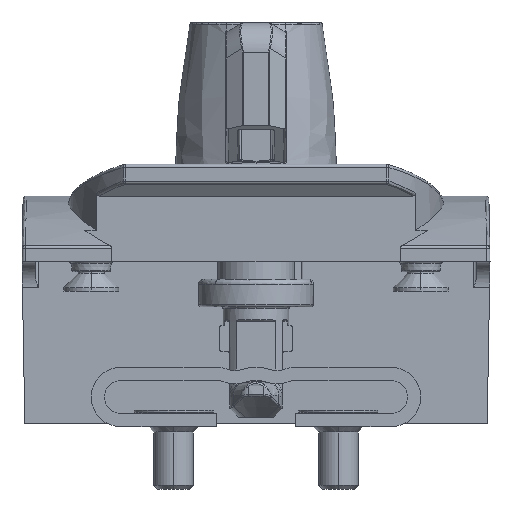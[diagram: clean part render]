
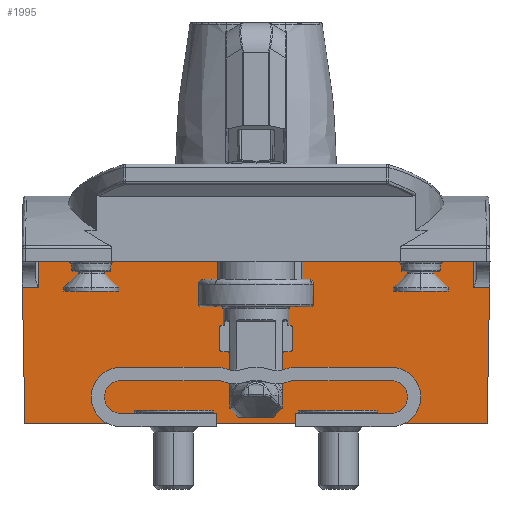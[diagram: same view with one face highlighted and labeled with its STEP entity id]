
A CAD part, left-side view. The second image highlights one B-rep face of the part: STEP entity #1995.
In plain terms, the highlighted planar face has unit normal (-1, 0, 0).
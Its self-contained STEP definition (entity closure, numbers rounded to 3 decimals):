
#1995=ADVANCED_FACE('',(#4203),#4204,.T.);
#4203=FACE_OUTER_BOUND('',#11568,.T.);
#4204=PLANE('',#11569);
#11568=EDGE_LOOP('',(#18376,#18377,#18378,#18379,#18380,#18381,#18382,#18383,#18384,#18385,#18386,#18387,#18388,#18389));
#11569=AXIS2_PLACEMENT_3D('',#18390,#18391,#18392);
#18376=ORIENTED_EDGE('',*,*,#23146,.T.);
#18377=ORIENTED_EDGE('',*,*,#23147,.T.);
#18378=ORIENTED_EDGE('',*,*,#23148,.T.);
#18379=ORIENTED_EDGE('',*,*,#23149,.T.);
#18380=ORIENTED_EDGE('',*,*,#23150,.T.);
#18381=ORIENTED_EDGE('',*,*,#23151,.F.);
#18382=ORIENTED_EDGE('',*,*,#23152,.T.);
#18383=ORIENTED_EDGE('',*,*,#23153,.F.);
#18384=ORIENTED_EDGE('',*,*,#23154,.T.);
#18385=ORIENTED_EDGE('',*,*,#23155,.T.);
#18386=ORIENTED_EDGE('',*,*,#23156,.T.);
#18387=ORIENTED_EDGE('',*,*,#23157,.T.);
#18388=ORIENTED_EDGE('',*,*,#23158,.T.);
#18389=ORIENTED_EDGE('',*,*,#23159,.F.);
#18390=CARTESIAN_POINT('',(42.5,35.5,10.0));
#18391=DIRECTION('',(-1.0,0.0,0.0));
#18392=DIRECTION('',(0.0,0.0,-1.0));
#23146=EDGE_CURVE('',#26820,#26821,#26822,.T.);
#23147=EDGE_CURVE('',#26821,#26823,#26824,.T.);
#23148=EDGE_CURVE('',#26823,#26825,#26826,.T.);
#23149=EDGE_CURVE('',#26825,#26827,#26828,.T.);
#23150=EDGE_CURVE('',#26827,#26829,#26830,.T.);
#23151=EDGE_CURVE('',#26831,#26829,#26832,.T.);
#23152=EDGE_CURVE('',#26831,#26833,#26834,.T.);
#23153=EDGE_CURVE('',#26835,#26833,#26836,.T.);
#23154=EDGE_CURVE('',#26835,#26837,#26838,.T.);
#23155=EDGE_CURVE('',#26837,#26839,#26840,.T.);
#23156=EDGE_CURVE('',#26839,#26841,#26842,.T.);
#23157=EDGE_CURVE('',#26841,#26843,#26844,.T.);
#23158=EDGE_CURVE('',#26843,#26845,#26846,.T.);
#23159=EDGE_CURVE('',#26820,#26845,#26847,.T.);
#26820=VERTEX_POINT('',#39640);
#26821=VERTEX_POINT('',#39641);
#26822=LINE('',#39642,#39643);
#26823=VERTEX_POINT('',#39644);
#26824=LINE('',#39645,#39646);
#26825=VERTEX_POINT('',#39647);
#26826=LINE('',#39648,#39649);
#26827=VERTEX_POINT('',#39650);
#26828=LINE('',#39651,#39652);
#26829=VERTEX_POINT('',#39653);
#26830=LINE('',#39654,#39655);
#26831=VERTEX_POINT('',#39656);
#26832=LINE('',#39657,#39658);
#26833=VERTEX_POINT('',#39659);
#26834=LINE('',#39660,#39661);
#26835=VERTEX_POINT('',#39662);
#26836=LINE('',#39663,#39664);
#26837=VERTEX_POINT('',#39665);
#26838=LINE('',#39666,#39667);
#26839=VERTEX_POINT('',#39668);
#26840=LINE('',#39669,#39670);
#26841=VERTEX_POINT('',#39671);
#26842=LINE('',#39672,#39673);
#26843=VERTEX_POINT('',#39674);
#26844=LINE('',#39675,#39676);
#26845=VERTEX_POINT('',#39677);
#26846=LINE('',#39678,#39679);
#26847=LINE('',#39680,#39681);
#39640=CARTESIAN_POINT('',(42.5,36.25,34.5));
#39641=CARTESIAN_POINT('',(42.5,36.25,40.5));
#39642=CARTESIAN_POINT('',(42.5,36.25,10.0));
#39643=VECTOR('',#46450,1000.0);
#39644=CARTESIAN_POINT('',(42.5,68.5,40.5));
#39645=CARTESIAN_POINT('',(42.5,35.5,40.5));
#39646=VECTOR('',#46451,1000.0);
#39647=CARTESIAN_POINT('',(42.5,68.5,30.552));
#39648=CARTESIAN_POINT('',(42.5,68.5,10.0));
#39649=VECTOR('',#46452,1000.0);
#39650=CARTESIAN_POINT('',(42.5,70.931,30.552));
#39651=CARTESIAN_POINT('',(42.5,35.5,30.552));
#39652=VECTOR('',#46453,1000.0);
#39653=CARTESIAN_POINT('',(42.5,70.573,10.01));
#39654=CARTESIAN_POINT('',(42.5,70.931,30.552));
#39655=VECTOR('',#46454,1000.0);
#39656=CARTESIAN_POINT('',(42.5,70.572,10.));
#39657=CARTESIAN_POINT('',(42.5,70.572,10.));
#39658=VECTOR('',#46455,10.0);
#39659=CARTESIAN_POINT('',(42.5,0.428,10.));
#39660=CARTESIAN_POINT('',(42.5,35.5,10.0));
#39661=VECTOR('',#46456,1000.0);
#39662=CARTESIAN_POINT('',(42.5,0.427,10.01));
#39663=CARTESIAN_POINT('',(42.5,0.427,10.01));
#39664=VECTOR('',#46457,10.0);
#39665=CARTESIAN_POINT('',(42.5,0.069,30.552));
#39666=CARTESIAN_POINT('',(42.5,0.427,10.01));
#39667=VECTOR('',#46458,1000.0);
#39668=CARTESIAN_POINT('',(42.5,2.5,30.552));
#39669=CARTESIAN_POINT('',(42.5,35.5,30.552));
#39670=VECTOR('',#46459,1000.0);
#39671=CARTESIAN_POINT('',(42.5,2.5,40.5));
#39672=CARTESIAN_POINT('',(42.5,2.5,10.0));
#39673=VECTOR('',#46460,1000.0);
#39674=CARTESIAN_POINT('',(42.5,34.75,40.5));
#39675=CARTESIAN_POINT('',(42.5,35.5,40.5));
#39676=VECTOR('',#46461,1000.0);
#39677=CARTESIAN_POINT('',(42.5,34.75,34.5));
#39678=CARTESIAN_POINT('',(42.5,34.75,10.0));
#39679=VECTOR('',#46462,1000.0);
#39680=CARTESIAN_POINT('',(42.5,35.5,34.5));
#39681=VECTOR('',#46463,1000.0);
#46450=DIRECTION('',(-0.0,0.0,1.0));
#46451=DIRECTION('',(0.0,1.0,0.0));
#46452=DIRECTION('',(0.0,0.0,-1.0));
#46453=DIRECTION('',(0.0,1.0,0.0));
#46454=DIRECTION('',(0.0,-0.017,-1.));
#46455=DIRECTION('',(0.0,0.018,1.));
#46456=DIRECTION('',(0.0,-1.0,0.0));
#46457=DIRECTION('',(0.0,0.018,-1.));
#46458=DIRECTION('',(-0.0,-0.017,1.));
#46459=DIRECTION('',(0.0,1.0,0.0));
#46460=DIRECTION('',(-0.0,0.0,1.0));
#46461=DIRECTION('',(0.0,1.0,0.0));
#46462=DIRECTION('',(0.0,0.0,-1.0));
#46463=DIRECTION('',(0.0,-1.0,0.0));
